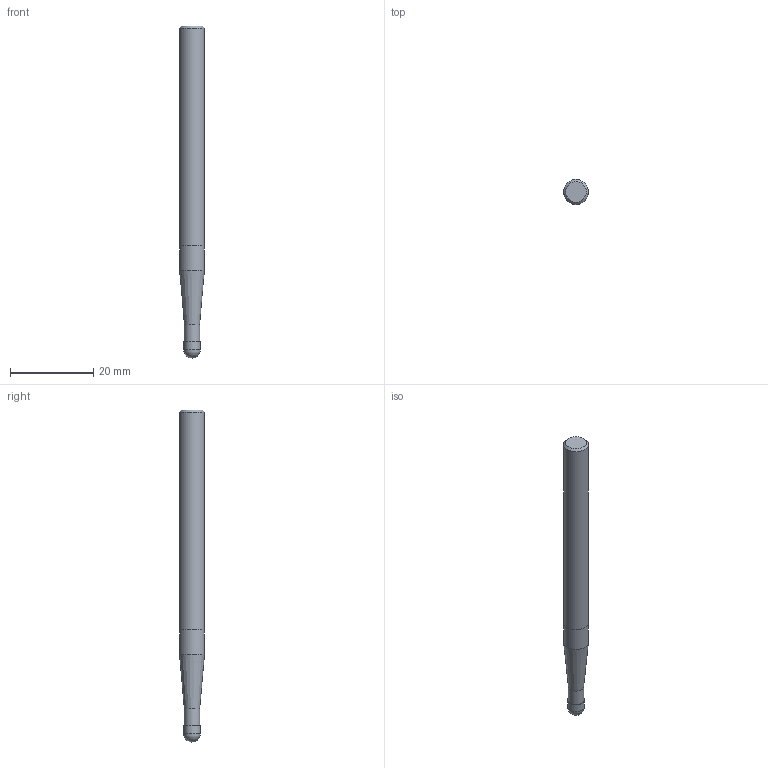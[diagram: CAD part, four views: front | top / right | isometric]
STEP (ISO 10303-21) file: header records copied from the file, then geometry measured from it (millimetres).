
FILE_DESCRIPTION(/* description */ (''),/* implementation_level */ '2;1');
FILE_NAME(/* name */ '00039152.stp',/* time_stamp */ '2012-03-01T13:12:50+06:00',/* author */ (''),/* organization */ (''),/* preprocessor_version */ 'ST-DEVELOPER v11',/* originating_system */ 'SIEMENS PLM Software NX 7.5',/* authorisation */ '');
FILE_SCHEMA (('AUTOMOTIVE_DESIGN { 1 0 10303 214 1 1 1 1 }'));
Length unit declared in the file: millimetre
Products named in the file (1): inpu6AA66rri
Bounding box: 6 x 6 x 80 mm (x, y, z)
Volume: 1994.2 mm3; surface area: 1509.5 mm2
Topology: 3 solids, 3 shells, 12 faces, 20 edges, 13 vertices
Faces by surface type: plane 5, cylinder 4, cone 2, sphere 1
Full cylindrical faces by diameter (mm): 3.7 x1, 4 x1, 6 x2
Entity records: 251 total; most frequent: DIRECTION 44, CARTESIAN_POINT 31, AXIS2_PLACEMENT_3D 22, EDGE_LOOP 18, ORIENTED_EDGE 18, ADVANCED_FACE 12, FACE_BOUND 12, VERTEX_POINT 9
